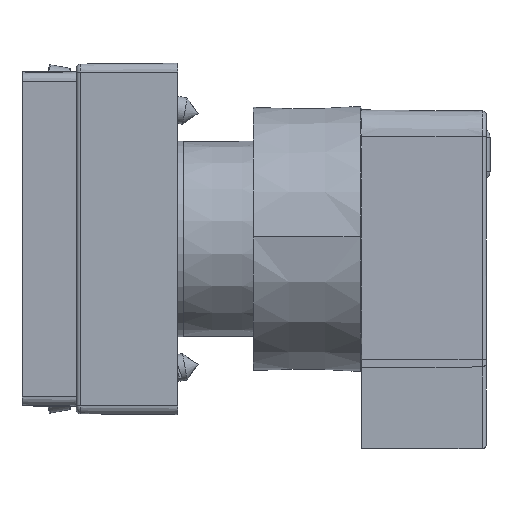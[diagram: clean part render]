
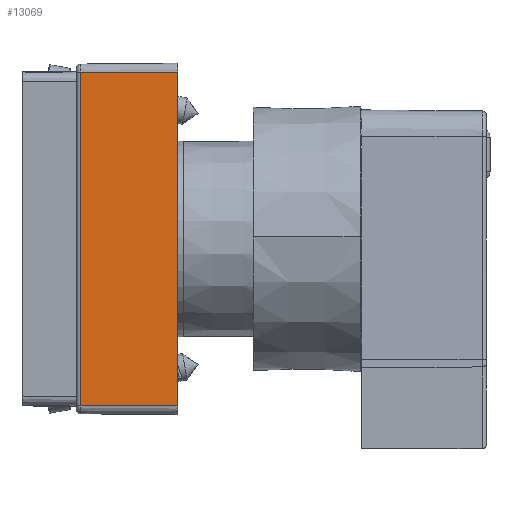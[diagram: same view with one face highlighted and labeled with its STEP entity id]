
A CAD part, left-side view. The second image highlights one B-rep face of the part: STEP entity #13069.
In plain terms, the highlighted planar face has unit normal (-1, 0.009, 0).
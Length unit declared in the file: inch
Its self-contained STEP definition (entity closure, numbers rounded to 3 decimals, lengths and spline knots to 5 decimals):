
#2592 = DIRECTION ( 'NONE',  ( -0.009, -1., 0. ) ) ;
#6557 = CARTESIAN_POINT ( 'NONE',  ( -0.59498, 0.25667, -0.73807 ) ) ;
#8430 = DIRECTION ( 'NONE',  ( 0.009, 1., 0. ) ) ;
#8665 = ORIENTED_EDGE ( 'NONE', *, *, #35906, .T. ) ;
#9389 = VECTOR ( 'NONE', #2592, 39.37008 ) ;
#13069 = ADVANCED_FACE ( 'NONE', ( #31881 ), #39015, .T. ) ;
#16981 = LINE ( 'NONE', #27064, #35329 ) ;
#18114 = CARTESIAN_POINT ( 'NONE',  ( -0.59874, -0.1746, -0.73807 ) ) ;
#19647 = EDGE_CURVE ( 'NONE', #37682, #29125, #21559, .T. ) ;
#21041 = ORIENTED_EDGE ( 'NONE', *, *, #19647, .T. ) ;
#21051 = EDGE_CURVE ( 'NONE', #34990, #37682, #16981, .T. ) ;
#21409 = DIRECTION ( 'NONE',  ( 0., 0., 1. ) ) ;
#21559 = LINE ( 'NONE', #30423, #30748 ) ;
#24239 = LINE ( 'NONE', #43208, #30506 ) ;
#26452 = ORIENTED_EDGE ( 'NONE', *, *, #21051, .T. ) ;
#27064 = CARTESIAN_POINT ( 'NONE',  ( -0.59874, -0.1746, 0.73831 ) ) ;
#29125 = VERTEX_POINT ( 'NONE', #39796 ) ;
#30423 = CARTESIAN_POINT ( 'NONE',  ( -0.59874, -0.1746, 0.73831 ) ) ;
#30506 = VECTOR ( 'NONE', #21409, 39.37008 ) ;
#30748 = VECTOR ( 'NONE', #8430, 39.37008 ) ;
#31881 = FACE_OUTER_BOUND ( 'NONE', #34790, .T. ) ;
#32445 = AXIS2_PLACEMENT_3D ( 'NONE', #35171, #46238, #38849 ) ;
#32875 = LINE ( 'NONE', #46293, #9389 ) ;
#33356 = EDGE_CURVE ( 'NONE', #43638, #29125, #24239, .T. ) ;
#34783 = ORIENTED_EDGE ( 'NONE', *, *, #33356, .F. ) ;
#34790 = EDGE_LOOP ( 'NONE', ( #26452, #21041, #34783, #8665 ) ) ;
#34990 = VERTEX_POINT ( 'NONE', #18114 ) ;
#35171 = CARTESIAN_POINT ( 'NONE',  ( -0.59874, -0.1746, 0.73831 ) ) ;
#35329 = VECTOR ( 'NONE', #45956, 39.37008 ) ;
#35906 = EDGE_CURVE ( 'NONE', #43638, #34990, #32875, .T. ) ;
#37682 = VERTEX_POINT ( 'NONE', #40885 ) ;
#38849 = DIRECTION ( 'NONE',  ( -0.009, -1., 0. ) ) ;
#39015 = PLANE ( 'NONE',  #32445 ) ;
#39796 = CARTESIAN_POINT ( 'NONE',  ( -0.59498, 0.25667, 0.73831 ) ) ;
#40885 = CARTESIAN_POINT ( 'NONE',  ( -0.59874, -0.1746, 0.73831 ) ) ;
#43208 = CARTESIAN_POINT ( 'NONE',  ( -0.59498, 0.25667, 0.36921 ) ) ;
#43638 = VERTEX_POINT ( 'NONE', #6557 ) ;
#45956 = DIRECTION ( 'NONE',  ( 0., 0., 1. ) ) ;
#46238 = DIRECTION ( 'NONE',  ( -1., 0.009, 0. ) ) ;
#46293 = CARTESIAN_POINT ( 'NONE',  ( -0.59874, -0.1746, -0.73807 ) ) ;
